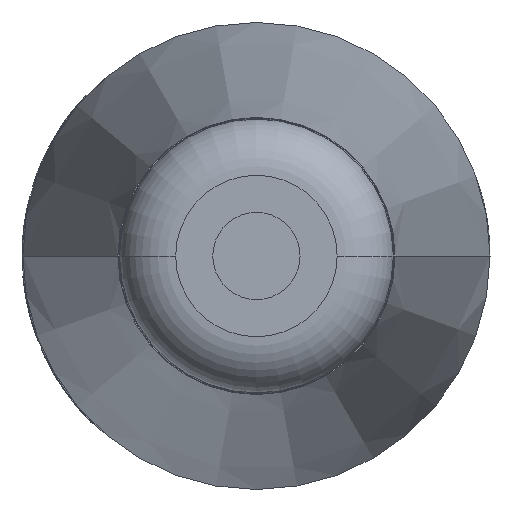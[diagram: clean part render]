
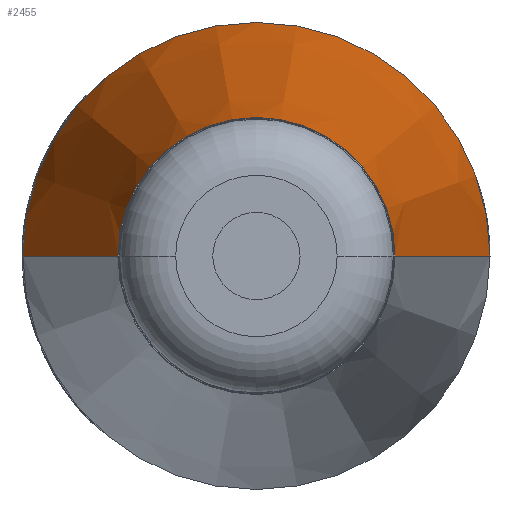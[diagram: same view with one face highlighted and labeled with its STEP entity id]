
A CAD part, left-side view. The second image highlights one B-rep face of the part: STEP entity #2455.
In plain terms, the highlighted conical face has half-angle 8.405 degrees and reference radius 4.262 mm.
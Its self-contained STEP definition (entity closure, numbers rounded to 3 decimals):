
#814=CARTESIAN_POINT('',(-31.54,0.,0.));
#815=DIRECTION('',(1.,0.,0.));
#816=DIRECTION('',(0.,1.,0.));
#817=AXIS2_PLACEMENT_3D('',#814,#815,#816);
#936=DIRECTION('',(0.989,0.146,0.));
#937=VECTOR('',#936,14.89);
#938=CARTESIAN_POINT('',(-46.27,3.174,0.));
#939=LINE('',#938,#937);
#940=DIRECTION('',(0.989,-0.146,0.));
#941=VECTOR('',#940,14.89);
#942=CARTESIAN_POINT('',(-46.27,-3.174,0.));
#943=LINE('',#942,#941);
#944=CARTESIAN_POINT('',(-46.27,0.,0.));
#945=DIRECTION('',(1.,0.,0.));
#946=DIRECTION('',(0.,1.,0.));
#947=AXIS2_PLACEMENT_3D('',#944,#945,#946);
#1263=CARTESIAN_POINT('',(-46.27,3.174,0.));
#1264=CARTESIAN_POINT('',(-31.54,5.35,0.));
#1265=VERTEX_POINT('',#1263);
#1266=VERTEX_POINT('',#1264);
#1267=CARTESIAN_POINT('',(-46.27,-3.174,0.));
#1268=CARTESIAN_POINT('',(-31.54,-5.35,0.));
#1269=VERTEX_POINT('',#1267);
#1270=VERTEX_POINT('',#1268);
#2441=CARTESIAN_POINT('',(-38.905,0.,0.));
#2442=DIRECTION('',(1.,0.,0.));
#2443=DIRECTION('',(0.,1.,0.));
#2444=AXIS2_PLACEMENT_3D('',#2441,#2442,#2443);
#2445=CONICAL_SURFACE('',#2444,4.262,8.405);
#2447=ORIENTED_EDGE('',*,*,#2446,.T.);
#2448=ORIENTED_EDGE('',*,*,#2261,.T.);
#2450=ORIENTED_EDGE('',*,*,#2449,.F.);
#2452=ORIENTED_EDGE('',*,*,#2451,.F.);
#2453=EDGE_LOOP('',(#2447,#2448,#2450,#2452));
#2454=FACE_OUTER_BOUND('',#2453,.F.);
#818=CIRCLE('',#817,5.35);
#948=CIRCLE('',#947,3.174);
#2261=EDGE_CURVE('',#1266,#1270,#818,.T.);
#2446=EDGE_CURVE('',#1265,#1266,#939,.T.);
#2449=EDGE_CURVE('',#1269,#1270,#943,.T.);
#2451=EDGE_CURVE('',#1265,#1269,#948,.T.);
#2455=ADVANCED_FACE('',(#2454),#2445,.T.);
